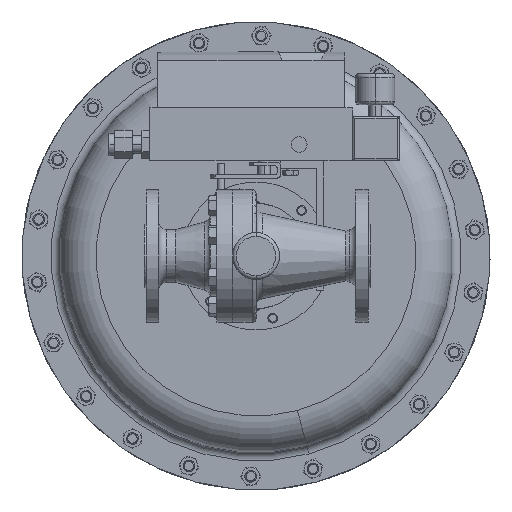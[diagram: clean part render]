
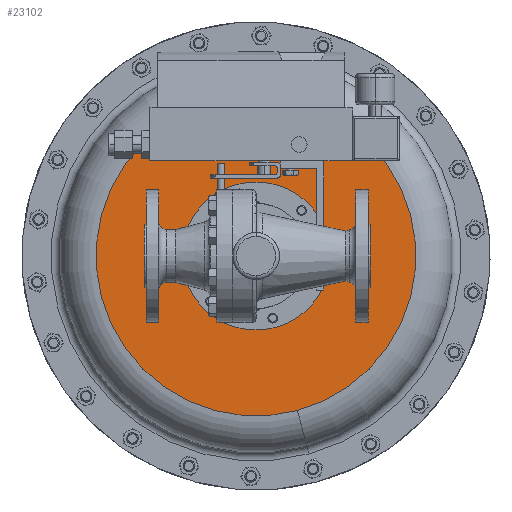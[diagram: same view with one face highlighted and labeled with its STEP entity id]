
A CAD part, front view. The second image highlights one B-rep face of the part: STEP entity #23102.
In plain terms, the highlighted planar face has unit normal (0, -1, 0).
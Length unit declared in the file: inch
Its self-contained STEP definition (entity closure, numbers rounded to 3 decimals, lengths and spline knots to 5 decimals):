
#76 = VERTEX_POINT ( 'NONE', #11821 ) ;
#582 = CARTESIAN_POINT ( 'NONE',  ( -1.67938, 6.7525, 1.67938 ) ) ;
#660 = ORIENTED_EDGE ( 'NONE', *, *, #37623, .T. ) ;
#815 = AXIS2_PLACEMENT_3D ( 'NONE', #30296, #26862, #40306 ) ;
#856 = ORIENTED_EDGE ( 'NONE', *, *, #15532, .F. ) ;
#1634 = DIRECTION ( 'NONE',  ( 0., 1., 0. ) ) ;
#2861 = CIRCLE ( 'NONE', #19354, 2.375 ) ;
#3047 = AXIS2_PLACEMENT_3D ( 'NONE', #39755, #39792, #39797 ) ;
#4120 = CARTESIAN_POINT ( 'NONE',  ( 0., 6.7525, 0. ) ) ;
#4808 = FACE_BOUND ( 'NONE', #41258, .T. ) ;
#6416 = EDGE_CURVE ( 'NONE', #28720, #76, #34782, .T. ) ;
#7392 = DIRECTION ( 'NONE',  ( -0.259, 0., 0.966 ) ) ;
#11708 = VERTEX_POINT ( 'NONE', #40203 ) ;
#11821 = CARTESIAN_POINT ( 'NONE',  ( 1.67938, 6.7525, -1.67938 ) ) ;
#14857 = FACE_OUTER_BOUND ( 'NONE', #23417, .T. ) ;
#15532 = EDGE_CURVE ( 'NONE', #29320, #11708, #40115, .T. ) ;
#18929 = CARTESIAN_POINT ( 'NONE',  ( 1.32645, 6.7525, -4.95037 ) ) ;
#19354 = AXIS2_PLACEMENT_3D ( 'NONE', #21832, #1634, #25281 ) ;
#21832 = CARTESIAN_POINT ( 'NONE',  ( 0., 6.7525, 0. ) ) ;
#23102 = ADVANCED_FACE ( 'NONE', ( #14857, #4808 ), #37058, .T. ) ;
#23417 = EDGE_LOOP ( 'NONE', ( #27175, #856 ) ) ;
#23633 = EDGE_CURVE ( 'NONE', #11708, #29320, #38111, .T. ) ;
#25281 = DIRECTION ( 'NONE',  ( 0.707, 0., -0.707 ) ) ;
#25728 = AXIS2_PLACEMENT_3D ( 'NONE', #37542, #37649, #37517 ) ;
#26862 = DIRECTION ( 'NONE',  ( 0., -1., 0. ) ) ;
#27175 = ORIENTED_EDGE ( 'NONE', *, *, #23633, .F. ) ;
#27831 = DIRECTION ( 'NONE',  ( 0., 1., 0. ) ) ;
#28720 = VERTEX_POINT ( 'NONE', #582 ) ;
#29320 = VERTEX_POINT ( 'NONE', #18929 ) ;
#30296 = CARTESIAN_POINT ( 'NONE',  ( 4.95037, 6.7525, 1.32645 ) ) ;
#34339 = ORIENTED_EDGE ( 'NONE', *, *, #6416, .T. ) ;
#34782 = CIRCLE ( 'NONE', #25728, 2.375 ) ;
#36238 = AXIS2_PLACEMENT_3D ( 'NONE', #4120, #27831, #7392 ) ;
#37058 = PLANE ( 'NONE',  #815 ) ;
#37517 = DIRECTION ( 'NONE',  ( 0.707, 0., -0.707 ) ) ;
#37542 = CARTESIAN_POINT ( 'NONE',  ( 0., 6.7525, 0. ) ) ;
#37623 = EDGE_CURVE ( 'NONE', #76, #28720, #2861, .T. ) ;
#37649 = DIRECTION ( 'NONE',  ( 0., 1., 0. ) ) ;
#38111 = CIRCLE ( 'NONE', #36238, 5.125 ) ;
#39755 = CARTESIAN_POINT ( 'NONE',  ( 0., 6.7525, 0. ) ) ;
#39792 = DIRECTION ( 'NONE',  ( 0., 1., 0. ) ) ;
#39797 = DIRECTION ( 'NONE',  ( -0.259, 0., 0.966 ) ) ;
#40115 = CIRCLE ( 'NONE', #3047, 5.125 ) ;
#40203 = CARTESIAN_POINT ( 'NONE',  ( -1.32645, 6.7525, 4.95037 ) ) ;
#40306 = DIRECTION ( 'NONE',  ( 0.259, 0., -0.966 ) ) ;
#41258 = EDGE_LOOP ( 'NONE', ( #34339, #660 ) ) ;
